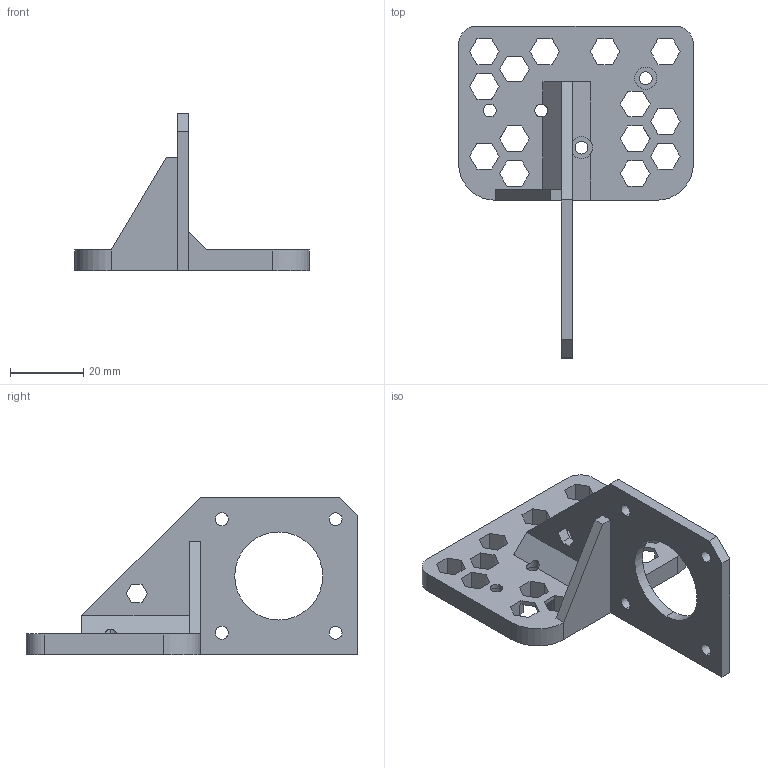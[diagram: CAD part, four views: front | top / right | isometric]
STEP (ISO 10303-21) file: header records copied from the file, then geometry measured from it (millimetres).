
FILE_DESCRIPTION (( 'STEP AP214' ), '1' );
FILE_NAME ('ender3_ad3.STEP', '2024-12-15T22:38:27', ( '' ), ( '' ), 'SwSTEP 2.0', 'SolidWorks 2024', '' );
FILE_SCHEMA (( 'AUTOMOTIVE_DESIGN' ));
Length unit declared in the file: millimetre
Products named in the file (1): ender3_ad3
Bounding box: 64 x 90.5 x 43 mm (x, y, z)
Volume: 20268.7 mm3; surface area: 13293.5 mm2
Topology: 1 solids, 1 shells, 160 faces, 476 edges, 315 vertices
Faces by surface type: plane 117, cylinder 38, torus 5
Entity records: 5464 total; most frequent: CARTESIAN_POINT 982, ORIENTED_EDGE 952, DIRECTION 879, EDGE_CURVE 476, VECTOR 383, LINE 383, VERTEX_POINT 315, AXIS2_PLACEMENT_3D 248
